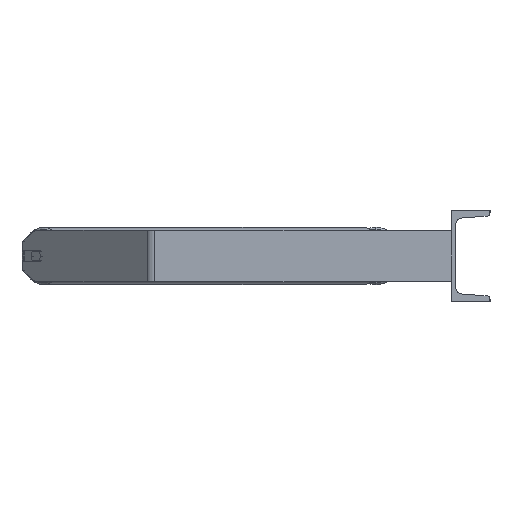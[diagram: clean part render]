
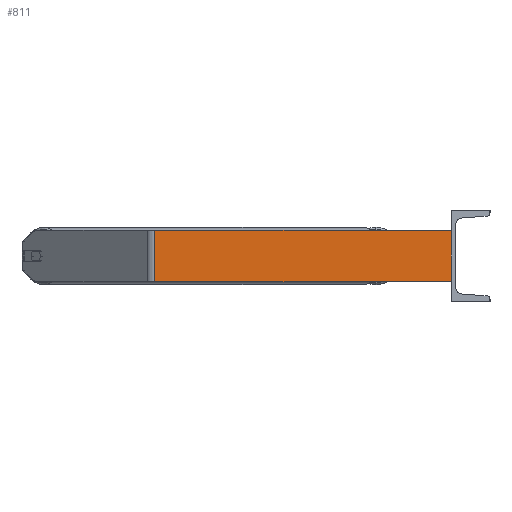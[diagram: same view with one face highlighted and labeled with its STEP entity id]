
A CAD part, left-side view. The second image highlights one B-rep face of the part: STEP entity #811.
In plain terms, the highlighted planar face has unit normal (-1, 0, 0).
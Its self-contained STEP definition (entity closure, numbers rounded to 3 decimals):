
#63 = ORIENTED_EDGE ( 'NONE', *, *, #4684, .T. ) ;
#142 = CARTESIAN_POINT ( 'NONE',  ( -1085., 0., -40. ) ) ;
#504 = LINE ( 'NONE', #5994, #4896 ) ;
#611 = EDGE_CURVE ( 'NONE', #2135, #689, #1675, .T. ) ;
#689 = VERTEX_POINT ( 'NONE', #8856 ) ;
#811 = ADVANCED_FACE ( 'NONE', ( #4175 ), #4272, .F. ) ;
#928 = EDGE_LOOP ( 'NONE', ( #63, #6188, #7182, #5626 ) ) ;
#1084 = DIRECTION ( 'NONE',  ( 0., -1., 0. ) ) ;
#1398 = VECTOR ( 'NONE', #6169, 1000. ) ;
#1496 = CARTESIAN_POINT ( 'NONE',  ( -1085., 460.305, 40. ) ) ;
#1675 = LINE ( 'NONE', #7873, #2691 ) ;
#2135 = VERTEX_POINT ( 'NONE', #1496 ) ;
#2187 = CARTESIAN_POINT ( 'NONE',  ( -1085., 466.932, 40. ) ) ;
#2251 = CARTESIAN_POINT ( 'NONE',  ( -1085., 460.305, 40. ) ) ;
#2392 = CARTESIAN_POINT ( 'NONE',  ( -1085., 460.305, -40. ) ) ;
#2407 = VERTEX_POINT ( 'NONE', #2392 ) ;
#2691 = VECTOR ( 'NONE', #7228, 1000. ) ;
#2713 = DIRECTION ( 'NONE',  ( 0., 1., 0. ) ) ;
#2766 = EDGE_CURVE ( 'NONE', #2135, #2407, #3508, .T. ) ;
#2926 = DIRECTION ( 'NONE',  ( 0., 0., -1. ) ) ;
#3508 = LINE ( 'NONE', #2251, #4787 ) ;
#4175 = FACE_OUTER_BOUND ( 'NONE', #928, .T. ) ;
#4272 = PLANE ( 'NONE',  #6534 ) ;
#4684 = EDGE_CURVE ( 'NONE', #2407, #6646, #504, .T. ) ;
#4787 = VECTOR ( 'NONE', #2926, 1000. ) ;
#4896 = VECTOR ( 'NONE', #1084, 1000. ) ;
#5010 = DIRECTION ( 'NONE',  ( 1., 0., 0. ) ) ;
#5626 = ORIENTED_EDGE ( 'NONE', *, *, #2766, .T. ) ;
#5994 = CARTESIAN_POINT ( 'NONE',  ( -1085., 466.932, -40. ) ) ;
#6169 = DIRECTION ( 'NONE',  ( 0., 0., -1. ) ) ;
#6188 = ORIENTED_EDGE ( 'NONE', *, *, #8540, .F. ) ;
#6534 = AXIS2_PLACEMENT_3D ( 'NONE', #2187, #5010, #2713 ) ;
#6646 = VERTEX_POINT ( 'NONE', #142 ) ;
#6724 = CARTESIAN_POINT ( 'NONE',  ( -1085., 0., 40. ) ) ;
#7182 = ORIENTED_EDGE ( 'NONE', *, *, #611, .F. ) ;
#7228 = DIRECTION ( 'NONE',  ( 0., -1., 0. ) ) ;
#7873 = CARTESIAN_POINT ( 'NONE',  ( -1085., 466.932, 40. ) ) ;
#8138 = LINE ( 'NONE', #6724, #1398 ) ;
#8540 = EDGE_CURVE ( 'NONE', #689, #6646, #8138, .T. ) ;
#8856 = CARTESIAN_POINT ( 'NONE',  ( -1085., 0., 40. ) ) ;
